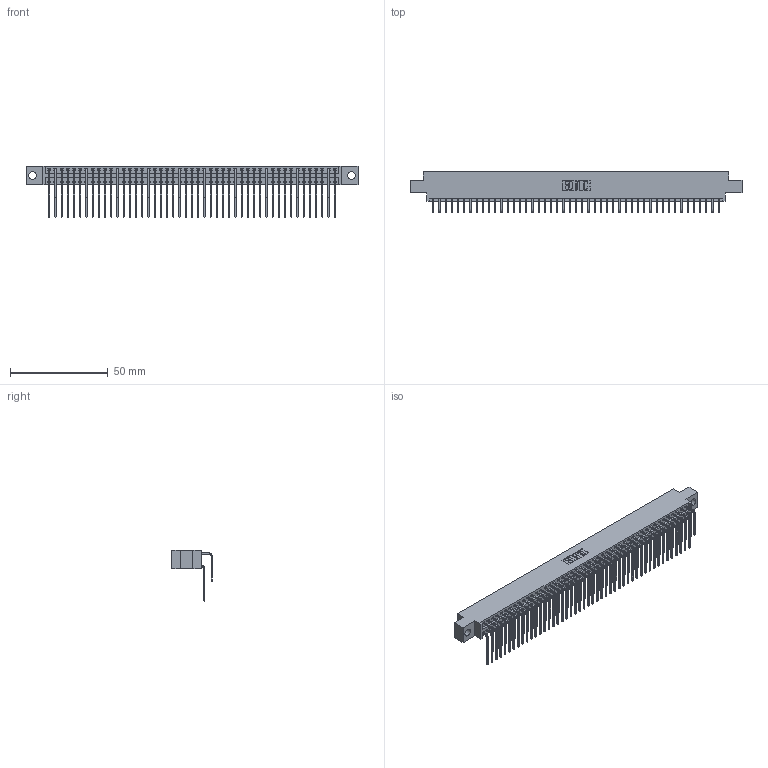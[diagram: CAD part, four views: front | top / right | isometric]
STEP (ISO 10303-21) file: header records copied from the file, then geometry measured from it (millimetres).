
FILE_DESCRIPTION (( 'STEP AP203' ), '1' );
FILE_NAME ('346-094-559-804.STEP', '2022-05-26T15:22:08', ( '' ), ( '' ), 'SwSTEP 2.0', 'SolidWorks 2020', '' );
FILE_SCHEMA (( 'CONFIG_CONTROL_DESIGN' ));
Length unit declared in the file: inch
Products named in the file (4): 345-292-001_558 559 Tail - 1; 346 Part_0.170 Offset - 0.156 Dia-TH; 345-292-001_559 Tail - 2; 346-094-559-804
Assembly tree (95 placements, depth 2):
  346-094-559-804
    346 Part_0.170 Offset - 0.156 Dia-TH
    345-292-001_558 559 Tail - 1  x47
    345-292-001_559 Tail - 2  x47
Bounding box: 169.8 x 20.89 x 26.16 mm (x, y, z)
Volume: 16878 mm3; surface area: 25907.5 mm2
Topology: 95 solids, 95 shells, 5216 faces, 15511 edges, 10214 vertices
Faces by surface type: plane 3572, cylinder 1644
Entity records: 32335 total; most frequent: CARTESIAN_POINT 5381, ORIENTED_EDGE 5262, DIRECTION 4763, EDGE_CURVE 2631, LINE 2271, VECTOR 2271, VERTEX_POINT 1750, AXIS2_PLACEMENT_3D 1246
